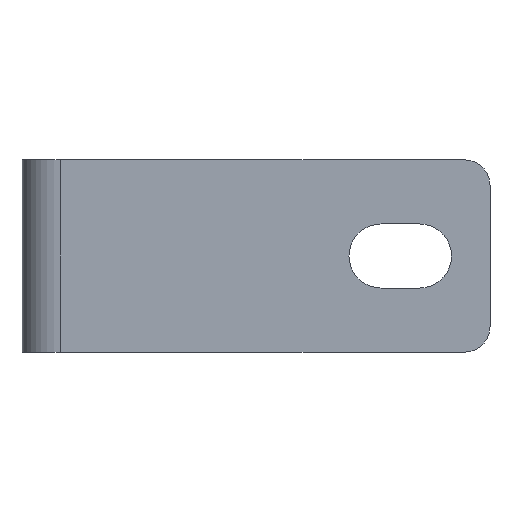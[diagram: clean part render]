
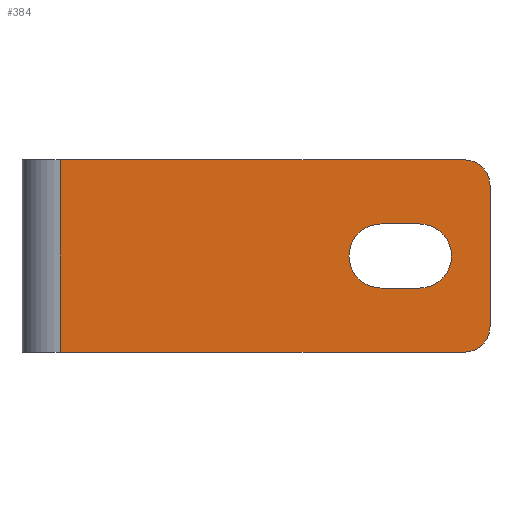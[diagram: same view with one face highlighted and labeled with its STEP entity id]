
A CAD part, left-side view. The second image highlights one B-rep face of the part: STEP entity #384.
In plain terms, the highlighted planar face has unit normal (-1, 0, 0).
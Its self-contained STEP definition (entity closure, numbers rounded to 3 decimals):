
#14=FACE_BOUND('',#54,.T.);
#16=PLANE('',#416);
#31=FACE_OUTER_BOUND('',#53,.T.);
#53=EDGE_LOOP('',(#252,#253,#254,#255,#256,#257));
#54=EDGE_LOOP('',(#258,#259,#260,#261));
#78=LINE('',#577,#114);
#79=LINE('',#581,#115);
#80=LINE('',#583,#116);
#81=LINE('',#584,#117);
#82=LINE('',#589,#118);
#83=LINE('',#592,#119);
#114=VECTOR('',#463,10.);
#115=VECTOR('',#466,10.);
#116=VECTOR('',#467,10.);
#117=VECTOR('',#468,10.);
#118=VECTOR('',#471,10.);
#119=VECTOR('',#474,10.);
#148=CIRCLE('',#414,2.);
#150=CIRCLE('',#417,2.);
#151=CIRCLE('',#418,2.5);
#152=CIRCLE('',#419,2.5);
#164=VERTEX_POINT('',#567);
#165=VERTEX_POINT('',#568);
#168=VERTEX_POINT('',#576);
#169=VERTEX_POINT('',#578);
#170=VERTEX_POINT('',#580);
#171=VERTEX_POINT('',#582);
#172=VERTEX_POINT('',#585);
#173=VERTEX_POINT('',#586);
#174=VERTEX_POINT('',#588);
#175=VERTEX_POINT('',#590);
#196=EDGE_CURVE('',#164,#165,#148,.T.);
#200=EDGE_CURVE('',#168,#164,#78,.T.);
#201=EDGE_CURVE('',#169,#168,#150,.T.);
#202=EDGE_CURVE('',#170,#169,#79,.T.);
#203=EDGE_CURVE('',#171,#170,#80,.T.);
#204=EDGE_CURVE('',#165,#171,#81,.T.);
#205=EDGE_CURVE('',#172,#173,#151,.T.);
#206=EDGE_CURVE('',#173,#174,#82,.T.);
#207=EDGE_CURVE('',#174,#175,#152,.T.);
#208=EDGE_CURVE('',#175,#172,#83,.T.);
#252=ORIENTED_EDGE('',*,*,#196,.F.);
#253=ORIENTED_EDGE('',*,*,#200,.F.);
#254=ORIENTED_EDGE('',*,*,#201,.F.);
#255=ORIENTED_EDGE('',*,*,#202,.F.);
#256=ORIENTED_EDGE('',*,*,#203,.F.);
#257=ORIENTED_EDGE('',*,*,#204,.F.);
#258=ORIENTED_EDGE('',*,*,#205,.T.);
#259=ORIENTED_EDGE('',*,*,#206,.T.);
#260=ORIENTED_EDGE('',*,*,#207,.T.);
#261=ORIENTED_EDGE('',*,*,#208,.T.);
#384=ADVANCED_FACE('',(#31,#14),#16,.F.);
#414=AXIS2_PLACEMENT_3D('',#569,#455,#456);
#416=AXIS2_PLACEMENT_3D('',#575,#461,#462);
#417=AXIS2_PLACEMENT_3D('',#579,#464,#465);
#418=AXIS2_PLACEMENT_3D('',#587,#469,#470);
#419=AXIS2_PLACEMENT_3D('',#591,#472,#473);
#455=DIRECTION('center_axis',(1.,0.,0.));
#456=DIRECTION('ref_axis',(0.,-0.707,-0.707));
#461=DIRECTION('center_axis',(1.,0.,0.));
#462=DIRECTION('ref_axis',(0.,0.,-1.));
#463=DIRECTION('',(0.,0.,-1.));
#464=DIRECTION('center_axis',(1.,0.,0.));
#465=DIRECTION('ref_axis',(0.,-0.707,0.707));
#466=DIRECTION('',(0.,-1.,0.));
#467=DIRECTION('',(0.,0.,1.));
#468=DIRECTION('',(0.,1.,0.));
#469=DIRECTION('center_axis',(1.,0.,0.));
#470=DIRECTION('ref_axis',(0.,0.,1.));
#471=DIRECTION('',(0.,-1.,0.));
#472=DIRECTION('center_axis',(1.,0.,0.));
#473=DIRECTION('ref_axis',(0.,0.,-1.));
#474=DIRECTION('',(0.,1.,0.));
#567=CARTESIAN_POINT('',(0.,0.,-5.5));
#568=CARTESIAN_POINT('',(0.,2.,-7.5));
#569=CARTESIAN_POINT('Origin',(0.,2.,-5.5));
#575=CARTESIAN_POINT('Origin',(0.,20.196,0.));
#576=CARTESIAN_POINT('',(0.,0.,5.5));
#577=CARTESIAN_POINT('',(0.,0.,-7.5));
#578=CARTESIAN_POINT('',(0.,2.,7.5));
#579=CARTESIAN_POINT('Origin',(0.,2.,5.5));
#580=CARTESIAN_POINT('',(0.,33.5,7.5));
#581=CARTESIAN_POINT('',(0.,0.,7.5));
#582=CARTESIAN_POINT('',(0.,33.5,-7.5));
#583=CARTESIAN_POINT('',(0.,33.5,0.));
#584=CARTESIAN_POINT('',(0.,36.893,-7.5));
#585=CARTESIAN_POINT('',(0.,8.5,-2.5));
#586=CARTESIAN_POINT('',(0.,8.5,2.5));
#587=CARTESIAN_POINT('Origin',(0.,8.5,0.));
#588=CARTESIAN_POINT('',(0.,5.5,2.5));
#589=CARTESIAN_POINT('',(0.,14.348,2.5));
#590=CARTESIAN_POINT('',(0.,5.5,-2.5));
#591=CARTESIAN_POINT('Origin',(0.,5.5,0.));
#592=CARTESIAN_POINT('',(0.,12.848,-2.5));
